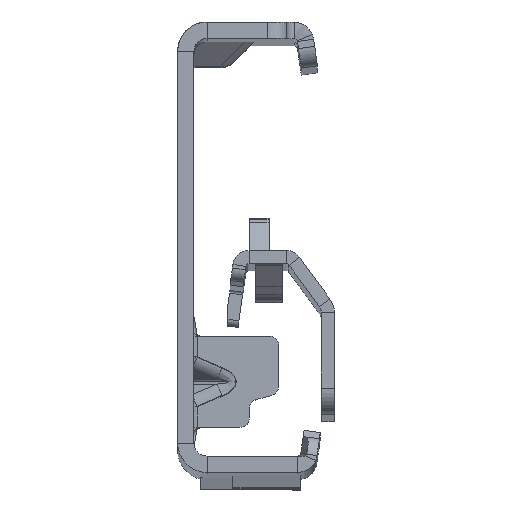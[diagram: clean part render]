
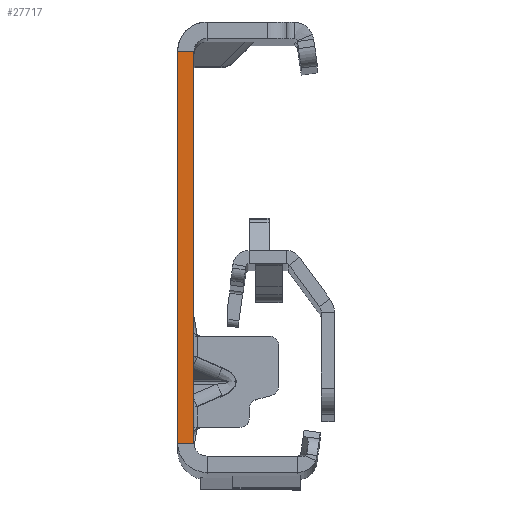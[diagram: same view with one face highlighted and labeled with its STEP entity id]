
A CAD part, top view. The second image highlights one B-rep face of the part: STEP entity #27717.
In plain terms, the highlighted planar face has unit normal (0, 0, 1).
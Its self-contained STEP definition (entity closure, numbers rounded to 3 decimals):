
#239 = VECTOR ( 'NONE', #16571, 1000. ) ;
#556 = EDGE_CURVE ( 'NONE', #11592, #38442, #31632, .T. ) ;
#3537 = DIRECTION ( 'NONE',  ( 0., -1., 0. ) ) ;
#5584 = DIRECTION ( 'NONE',  ( 0., -1., 0. ) ) ;
#8176 = AXIS2_PLACEMENT_3D ( 'NONE', #23592, #38726, #27586 ) ;
#9060 = CARTESIAN_POINT ( 'NONE',  ( -2.5, 30., 0. ) ) ;
#9819 = ORIENTED_EDGE ( 'NONE', *, *, #36467, .F. ) ;
#11592 = VERTEX_POINT ( 'NONE', #9060 ) ;
#12488 = VECTOR ( 'NONE', #44337, 1000. ) ;
#13727 = VERTEX_POINT ( 'NONE', #46182 ) ;
#14289 = CARTESIAN_POINT ( 'NONE',  ( -2.5, -30., 0. ) ) ;
#15717 = ORIENTED_EDGE ( 'NONE', *, *, #41286, .F. ) ;
#16571 = DIRECTION ( 'NONE',  ( -1., 0., 0. ) ) ;
#23592 = CARTESIAN_POINT ( 'NONE',  ( -2.5, -32., 0. ) ) ;
#25284 = VECTOR ( 'NONE', #3537, 1000. ) ;
#26248 = ORIENTED_EDGE ( 'NONE', *, *, #36101, .T. ) ;
#26515 = VERTEX_POINT ( 'NONE', #40587 ) ;
#27586 = DIRECTION ( 'NONE',  ( 1., 0., 0. ) ) ;
#27715 = CARTESIAN_POINT ( 'NONE',  ( -2.5, -32., 0. ) ) ;
#27717 = ADVANCED_FACE ( 'NONE', ( #46152 ), #42424, .T. ) ;
#28995 = LINE ( 'NONE', #29473, #12488 ) ;
#29473 = CARTESIAN_POINT ( 'NONE',  ( 0., 30., 0. ) ) ;
#31632 = LINE ( 'NONE', #27715, #43632 ) ;
#35048 = EDGE_LOOP ( 'NONE', ( #9819, #26248, #47748, #15717 ) ) ;
#35175 = CARTESIAN_POINT ( 'NONE',  ( 0., -30., 0. ) ) ;
#36101 = EDGE_CURVE ( 'NONE', #13727, #11592, #28995, .T. ) ;
#36467 = EDGE_CURVE ( 'NONE', #13727, #26515, #37282, .T. ) ;
#36788 = CARTESIAN_POINT ( 'NONE',  ( 0., -32., 0. ) ) ;
#37282 = LINE ( 'NONE', #36788, #25284 ) ;
#38442 = VERTEX_POINT ( 'NONE', #14289 ) ;
#38726 = DIRECTION ( 'NONE',  ( 0., 0., 1. ) ) ;
#40587 = CARTESIAN_POINT ( 'NONE',  ( 0., -30., 0. ) ) ;
#41286 = EDGE_CURVE ( 'NONE', #26515, #38442, #46083, .T. ) ;
#42424 = PLANE ( 'NONE',  #8176 ) ;
#43632 = VECTOR ( 'NONE', #5584, 1000. ) ;
#44337 = DIRECTION ( 'NONE',  ( -1., 0., 0. ) ) ;
#46083 = LINE ( 'NONE', #35175, #239 ) ;
#46152 = FACE_OUTER_BOUND ( 'NONE', #35048, .T. ) ;
#46182 = CARTESIAN_POINT ( 'NONE',  ( 0., 30., 0. ) ) ;
#47748 = ORIENTED_EDGE ( 'NONE', *, *, #556, .T. ) ;
